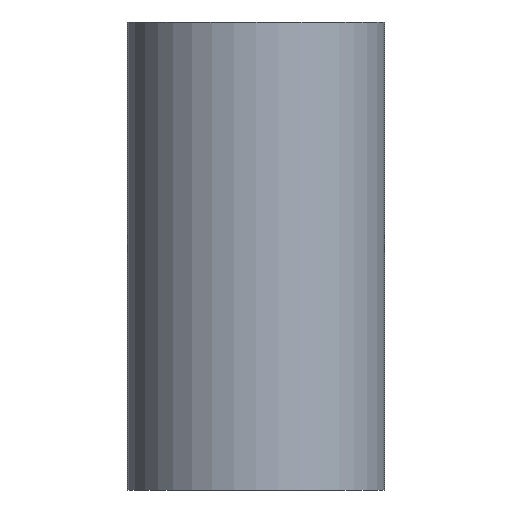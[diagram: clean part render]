
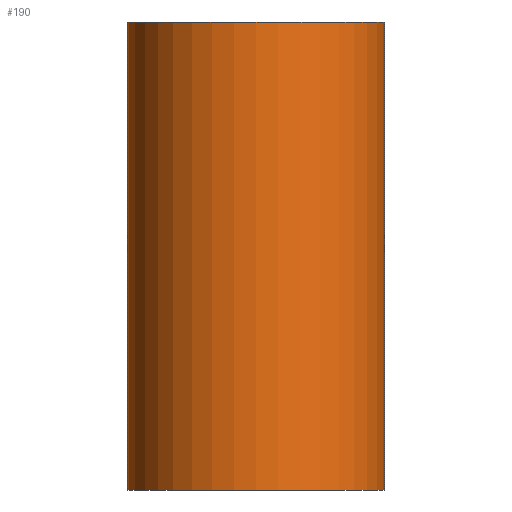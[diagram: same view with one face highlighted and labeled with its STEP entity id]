
A CAD part, front view. The second image highlights one B-rep face of the part: STEP entity #190.
In plain terms, the highlighted cylindrical face has radius 15.55 mm (diameter 31.1 mm), a partial arc.
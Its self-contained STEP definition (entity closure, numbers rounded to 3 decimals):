
#7 = DIRECTION ( 'NONE',  ( 0., 0., -1. ) ) ;
#8 = CARTESIAN_POINT ( 'NONE',  ( -15.55, 0., 0. ) ) ;
#10 = CARTESIAN_POINT ( 'NONE',  ( 0., 0., 56.6 ) ) ;
#22 = VERTEX_POINT ( 'NONE', #131 ) ;
#28 = DIRECTION ( 'NONE',  ( 0., 0., -1. ) ) ;
#35 = LINE ( 'NONE', #209, #137 ) ;
#37 = EDGE_CURVE ( 'NONE', #22, #192, #201, .T. ) ;
#39 = VERTEX_POINT ( 'NONE', #99 ) ;
#45 = AXIS2_PLACEMENT_3D ( 'NONE', #57, #134, #166 ) ;
#50 = ORIENTED_EDGE ( 'NONE', *, *, #129, .T. ) ;
#57 = CARTESIAN_POINT ( 'NONE',  ( 0., 0., 56.6 ) ) ;
#69 = EDGE_CURVE ( 'NONE', #22, #186, #35, .T. ) ;
#75 = ORIENTED_EDGE ( 'NONE', *, *, #37, .F. ) ;
#82 = CIRCLE ( 'NONE', #149, 15.55 ) ;
#87 = VECTOR ( 'NONE', #28, 1000. ) ;
#88 = DIRECTION ( 'NONE',  ( -1., 0., 0. ) ) ;
#97 = ORIENTED_EDGE ( 'NONE', *, *, #69, .T. ) ;
#99 = CARTESIAN_POINT ( 'NONE',  ( 15.55, 0., 0. ) ) ;
#103 = FACE_OUTER_BOUND ( 'NONE', #182, .T. ) ;
#113 = DIRECTION ( 'NONE',  ( 0., 0., -1. ) ) ;
#117 = CARTESIAN_POINT ( 'NONE',  ( 0., 0., 0. ) ) ;
#122 = ORIENTED_EDGE ( 'NONE', *, *, #169, .F. ) ;
#129 = EDGE_CURVE ( 'NONE', #186, #39, #82, .T. ) ;
#131 = CARTESIAN_POINT ( 'NONE',  ( -15.55, 0., 56.6 ) ) ;
#134 = DIRECTION ( 'NONE',  ( 0., 0., 1. ) ) ;
#137 = VECTOR ( 'NONE', #113, 1000. ) ;
#139 = CYLINDRICAL_SURFACE ( 'NONE', #177, 15.55 ) ;
#149 = AXIS2_PLACEMENT_3D ( 'NONE', #117, #195, #176 ) ;
#166 = DIRECTION ( 'NONE',  ( 1., 0., 0. ) ) ;
#169 = EDGE_CURVE ( 'NONE', #192, #39, #215, .T. ) ;
#176 = DIRECTION ( 'NONE',  ( 1., 0., 0. ) ) ;
#177 = AXIS2_PLACEMENT_3D ( 'NONE', #10, #7, #88 ) ;
#182 = EDGE_LOOP ( 'NONE', ( #122, #75, #97, #50 ) ) ;
#186 = VERTEX_POINT ( 'NONE', #8 ) ;
#190 = ADVANCED_FACE ( 'NONE', ( #103 ), #139, .T. ) ;
#192 = VERTEX_POINT ( 'NONE', #217 ) ;
#195 = DIRECTION ( 'NONE',  ( 0., 0., 1. ) ) ;
#201 = CIRCLE ( 'NONE', #45, 15.55 ) ;
#209 = CARTESIAN_POINT ( 'NONE',  ( -15.55, 0., 56.6 ) ) ;
#215 = LINE ( 'NONE', #238, #87 ) ;
#217 = CARTESIAN_POINT ( 'NONE',  ( 15.55, 0., 56.6 ) ) ;
#238 = CARTESIAN_POINT ( 'NONE',  ( 15.55, 0., 56.6 ) ) ;
